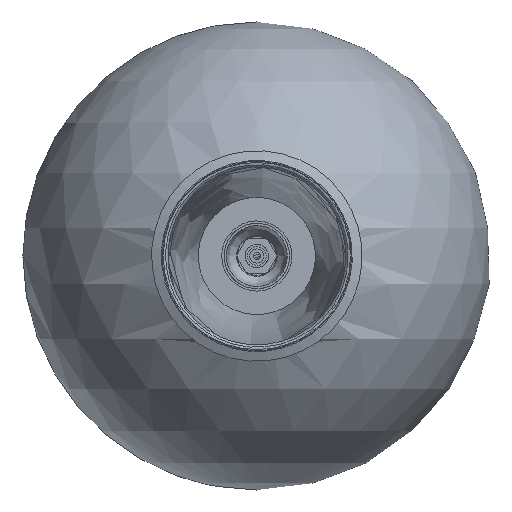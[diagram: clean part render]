
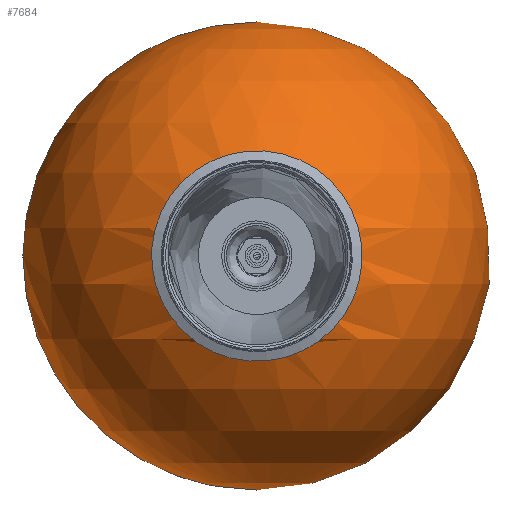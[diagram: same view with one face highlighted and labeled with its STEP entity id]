
A CAD part, front view. The second image highlights one B-rep face of the part: STEP entity #7684.
In plain terms, the highlighted spherical face has radius 100 mm.
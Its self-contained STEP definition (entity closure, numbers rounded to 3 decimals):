
#2012=FACE_BOUND('',#2538,.T.);
#2013=FACE_BOUND('',#2539,.T.);
#2087=SPHERICAL_SURFACE('',#8544,100.);
#2097=FACE_OUTER_BOUND('',#2537,.T.);
#2537=EDGE_LOOP('',(#5372,#5373));
#2538=EDGE_LOOP('',(#5374,#5375));
#2539=EDGE_LOOP('',(#5376,#5377));
#3053=CIRCLE('',#8540,41.919);
#3054=CIRCLE('',#8541,41.919);
#3057=CIRCLE('',#8545,100.);
#3058=CIRCLE('',#8546,40.);
#3059=CIRCLE('',#8547,40.);
#3440=VERTEX_POINT('',#12044);
#3441=VERTEX_POINT('',#12046);
#3443=VERTEX_POINT('',#12053);
#3444=VERTEX_POINT('',#12054);
#3445=VERTEX_POINT('',#12056);
#3446=VERTEX_POINT('',#12057);
#4214=EDGE_CURVE('',#3440,#3441,#3053,.T.);
#4215=EDGE_CURVE('',#3441,#3440,#3054,.T.);
#4218=EDGE_CURVE('',#3443,#3444,#3057,.T.);
#4219=EDGE_CURVE('',#3445,#3446,#3058,.T.);
#4220=EDGE_CURVE('',#3446,#3445,#3059,.T.);
#5372=ORIENTED_EDGE('',*,*,#4218,.T.);
#5373=ORIENTED_EDGE('',*,*,#4218,.F.);
#5374=ORIENTED_EDGE('',*,*,#4219,.T.);
#5375=ORIENTED_EDGE('',*,*,#4220,.T.);
#5376=ORIENTED_EDGE('',*,*,#4215,.F.);
#5377=ORIENTED_EDGE('',*,*,#4214,.F.);
#7684=ADVANCED_FACE('',(#2097,#2012,#2013),#2087,.T.);
#8540=AXIS2_PLACEMENT_3D('',#12047,#9506,#9507);
#8541=AXIS2_PLACEMENT_3D('',#12048,#9508,#9509);
#8544=AXIS2_PLACEMENT_3D('',#12052,#9514,#9515);
#8545=AXIS2_PLACEMENT_3D('',#12055,#9516,#9517);
#8546=AXIS2_PLACEMENT_3D('',#12058,#9518,#9519);
#8547=AXIS2_PLACEMENT_3D('',#12059,#9520,#9521);
#9506=DIRECTION('center_axis',(0.,1.,0.));
#9507=DIRECTION('ref_axis',(1.,0.,0.));
#9508=DIRECTION('center_axis',(0.,1.,0.));
#9509=DIRECTION('ref_axis',(1.,0.,0.));
#9514=DIRECTION('center_axis',(0.,0.,1.));
#9515=DIRECTION('ref_axis',(1.,0.,0.));
#9516=DIRECTION('center_axis',(0.,-1.,0.));
#9517=DIRECTION('ref_axis',(-1.,0.,0.));
#9518=DIRECTION('center_axis',(0.,1.,0.));
#9519=DIRECTION('ref_axis',(-1.,0.,0.));
#9520=DIRECTION('center_axis',(0.,1.,0.));
#9521=DIRECTION('ref_axis',(-1.,0.,0.));
#12044=CARTESIAN_POINT('',(0.,90.79,-41.919));
#12046=CARTESIAN_POINT('',(-41.919,90.79,0.));
#12047=CARTESIAN_POINT('Origin',(0.,90.79,0.));
#12048=CARTESIAN_POINT('Origin',(0.,90.79,0.));
#12052=CARTESIAN_POINT('Origin',(0.,0.,0.));
#12053=CARTESIAN_POINT('',(0.,0.,
100.));
#12054=CARTESIAN_POINT('',(0.,0.,
-100.));
#12055=CARTESIAN_POINT('Origin',(0.,0.,0.));
#12056=CARTESIAN_POINT('',(-40.,-91.652,0.));
#12057=CARTESIAN_POINT('',(40.,-91.652,0.));
#12058=CARTESIAN_POINT('Origin',(0.,-91.652,0.));
#12059=CARTESIAN_POINT('Origin',(0.,-91.652,0.));
